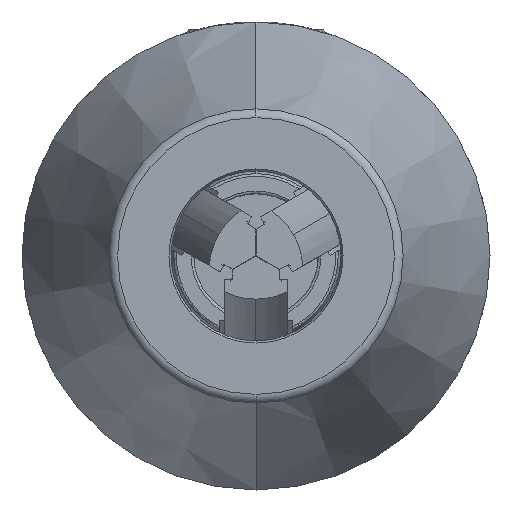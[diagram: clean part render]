
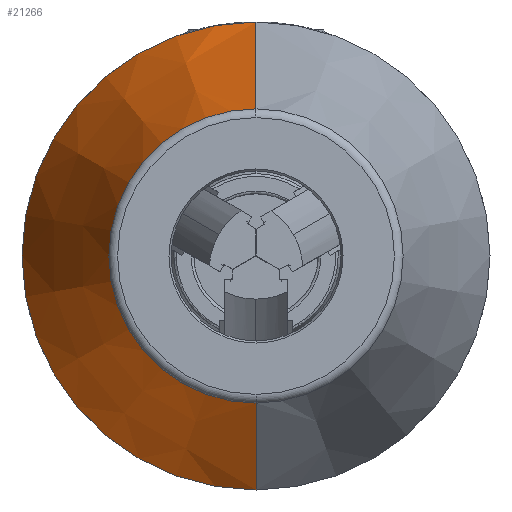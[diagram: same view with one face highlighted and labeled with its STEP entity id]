
A CAD part, front view. The second image highlights one B-rep face of the part: STEP entity #21266.
In plain terms, the highlighted conical face has half-angle 20 degrees and reference radius 25.05 mm.
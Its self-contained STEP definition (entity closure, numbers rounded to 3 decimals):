
#545 = DIRECTION ( 'NONE',  ( 0., 0., -1. ) ) ;
#1721 = CARTESIAN_POINT ( 'NONE',  ( 0., 43.8, -25.05 ) ) ;
#2938 = CARTESIAN_POINT ( 'NONE',  ( 0., 69.342, 15.753 ) ) ;
#3019 = EDGE_LOOP ( 'NONE', ( #27555, #24147, #13744, #22202 ) ) ;
#3527 = CARTESIAN_POINT ( 'NONE',  ( 0., 43.8, -25.05 ) ) ;
#7518 = DIRECTION ( 'NONE',  ( 0., 0., -1. ) ) ;
#7863 = DIRECTION ( 'NONE',  ( 0., -0.94, -0.342 ) ) ;
#8221 = CARTESIAN_POINT ( 'NONE',  ( 0., 43.8, 25.05 ) ) ;
#8771 = EDGE_CURVE ( 'NONE', #9694, #11096, #17187, .T. ) ;
#9694 = VERTEX_POINT ( 'NONE', #27320 ) ;
#10862 = DIRECTION ( 'NONE',  ( 0., -1., 0. ) ) ;
#11096 = VERTEX_POINT ( 'NONE', #3527 ) ;
#11306 = CONICAL_SURFACE ( 'NONE', #21561, 25.05, 0.349 ) ;
#11845 = VECTOR ( 'NONE', #35654, 1000. ) ;
#12760 = CARTESIAN_POINT ( 'NONE',  ( 0., 43.8, 25.05 ) ) ;
#13028 = CIRCLE ( 'NONE', #30713, 15.753 ) ;
#13396 = DIRECTION ( 'NONE',  ( 0., -1., 0. ) ) ;
#13744 = ORIENTED_EDGE ( 'NONE', *, *, #16648, .F. ) ;
#15493 = CIRCLE ( 'NONE', #26481, 25.05 ) ;
#16275 = VECTOR ( 'NONE', #7863, 1000. ) ;
#16648 = EDGE_CURVE ( 'NONE', #11096, #24232, #15493, .T. ) ;
#17187 = LINE ( 'NONE', #1721, #16275 ) ;
#18226 = DIRECTION ( 'NONE',  ( 0., -1., 0. ) ) ;
#19270 = EDGE_CURVE ( 'NONE', #25701, #24232, #19471, .T. ) ;
#19471 = LINE ( 'NONE', #12760, #11845 ) ;
#21266 = ADVANCED_FACE ( 'NONE', ( #34180 ), #11306, .T. ) ;
#21561 = AXIS2_PLACEMENT_3D ( 'NONE', #27712, #13396, #7518 ) ;
#22202 = ORIENTED_EDGE ( 'NONE', *, *, #8771, .F. ) ;
#24147 = ORIENTED_EDGE ( 'NONE', *, *, #19270, .T. ) ;
#24232 = VERTEX_POINT ( 'NONE', #8221 ) ;
#24765 = EDGE_CURVE ( 'NONE', #9694, #25701, #13028, .T. ) ;
#25701 = VERTEX_POINT ( 'NONE', #2938 ) ;
#26481 = AXIS2_PLACEMENT_3D ( 'NONE', #35378, #18226, #545 ) ;
#27320 = CARTESIAN_POINT ( 'NONE',  ( 0., 69.342, -15.753 ) ) ;
#27555 = ORIENTED_EDGE ( 'NONE', *, *, #24765, .T. ) ;
#27712 = CARTESIAN_POINT ( 'NONE',  ( 0., 43.8, 0. ) ) ;
#28076 = CARTESIAN_POINT ( 'NONE',  ( 0., 69.342, 0. ) ) ;
#30713 = AXIS2_PLACEMENT_3D ( 'NONE', #28076, #10862, #30943 ) ;
#30943 = DIRECTION ( 'NONE',  ( 0., 0., -1. ) ) ;
#34180 = FACE_OUTER_BOUND ( 'NONE', #3019, .T. ) ;
#35378 = CARTESIAN_POINT ( 'NONE',  ( 0., 43.8, 0. ) ) ;
#35654 = DIRECTION ( 'NONE',  ( 0., -0.94, 0.342 ) ) ;
